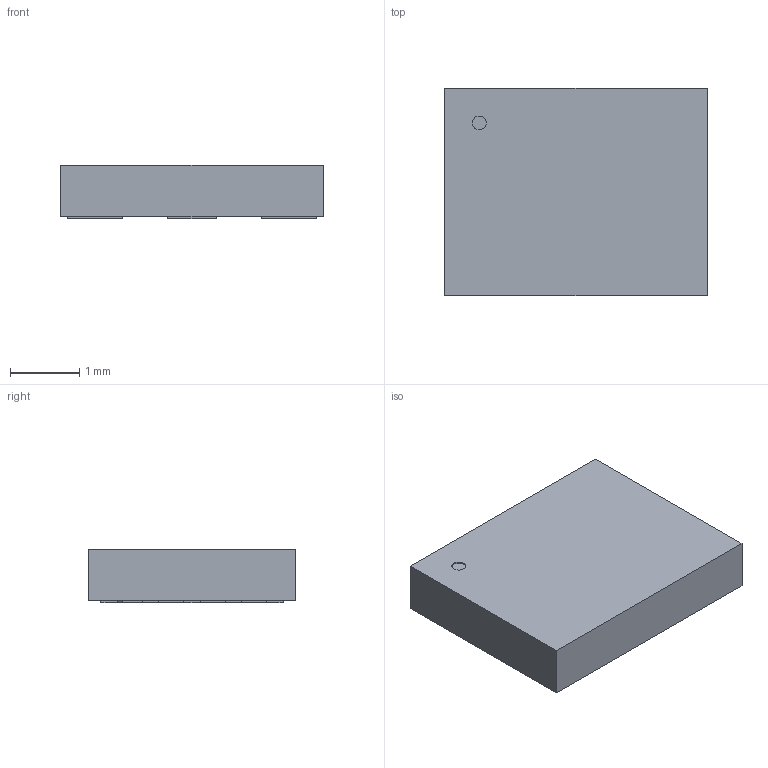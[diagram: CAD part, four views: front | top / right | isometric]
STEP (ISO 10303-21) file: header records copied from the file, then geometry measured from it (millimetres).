
FILE_DESCRIPTION(/* description */ ('model of Texas_SIL0010A_MicroSiP-10-1EP_3.8x3mm_P0.6mm_EP0.7x2.9mm'),/* implementation_level */ '2;1');
FILE_NAME(/* name */ 'Texas_SIL0010A_MicroSiP-10-1EP_3.8x3mm_P0.6mm_EP0.7x2.9mm.step',/* time_stamp */ '2018-11-04T20:15:01',/* author */ ('kicad StepUp','ksu'),/* organization */ ('FreeCAD'),/* preprocessor_version */ 'OCC',/* originating_system */ 'kicad StepUp',/* authorisation */ '');
FILE_SCHEMA(('AUTOMOTIVE_DESIGN { 1 0 10303 214 1 1 1 1 }'));
Length unit declared in the file: millimetre
Products named in the file (1): Texas_SIL0010A_MicroSiP_10_1EP_38x3mm_P06mm_EP07x29mm
Bounding box: 3.8 x 3 x 0.78 mm (x, y, z)
Volume: 8.7 mm3; surface area: 33.8 mm2
Topology: 1 solids, 1 shells, 64 faces, 150 edges, 100 vertices
Faces by surface type: plane 63, cylinder 1
Full cylindrical faces by diameter (mm): 0.2 x1
Entity records: 1336 total; most frequent: ORIENTED_EDGE 294, CARTESIAN_POINT 161, EDGE_CURVE 150, LINE 148, VERTEX_POINT 100, FACE_BOUND 76, EDGE_LOOP 76, AXIS2_PLACEMENT_3D 66
